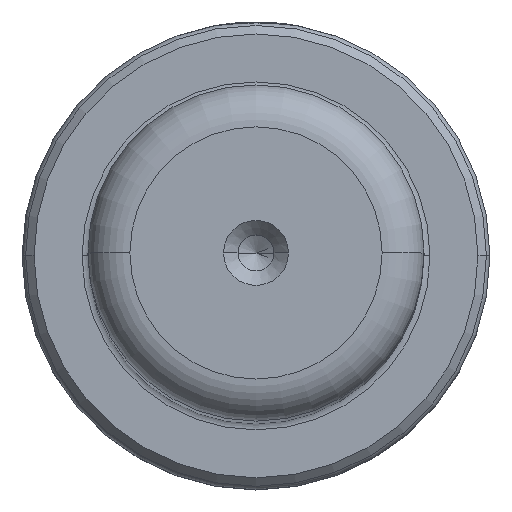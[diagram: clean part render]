
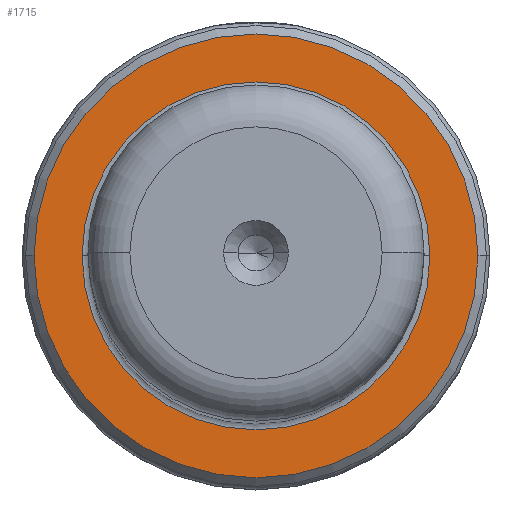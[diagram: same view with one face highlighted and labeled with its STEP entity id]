
A CAD part, top view. The second image highlights one B-rep face of the part: STEP entity #1715.
In plain terms, the highlighted planar face has unit normal (0, 0, 1).
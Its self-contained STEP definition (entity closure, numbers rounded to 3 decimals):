
#15 = DIRECTION ( 'NONE',  ( 0., 0., 1. ) ) ;
#70 = DIRECTION ( 'NONE',  ( -1., 0., 0. ) ) ;
#281 = PLANE ( 'NONE',  #2049 ) ;
#317 = DIRECTION ( 'NONE',  ( 0., 0., 1. ) ) ;
#409 = CARTESIAN_POINT ( 'NONE',  ( 0., 0., 30. ) ) ;
#519 = ORIENTED_EDGE ( 'NONE', *, *, #3423, .T. ) ;
#547 = VERTEX_POINT ( 'NONE', #2866 ) ;
#617 = DIRECTION ( 'NONE',  ( 1., 0., 0. ) ) ;
#618 = AXIS2_PLACEMENT_3D ( 'NONE', #3369, #3385, #2038 ) ;
#696 = EDGE_CURVE ( 'NONE', #1847, #3043, #3073, .T. ) ;
#736 = CIRCLE ( 'NONE', #1619, 18.5 ) ;
#858 = CARTESIAN_POINT ( 'NONE',  ( 0., 0., 30. ) ) ;
#998 = DIRECTION ( 'NONE',  ( -1., 0., 0. ) ) ;
#1407 = AXIS2_PLACEMENT_3D ( 'NONE', #858, #2673, #70 ) ;
#1504 = EDGE_LOOP ( 'NONE', ( #2898, #519 ) ) ;
#1619 = AXIS2_PLACEMENT_3D ( 'NONE', #3244, #317, #1893 ) ;
#1691 = CIRCLE ( 'NONE', #618, 18.5 ) ;
#1715 = ADVANCED_FACE ( 'NONE', ( #2975, #3178 ), #281, .T. ) ;
#1847 = VERTEX_POINT ( 'NONE', #2018 ) ;
#1861 = CARTESIAN_POINT ( 'NONE',  ( 0., 0., 30. ) ) ;
#1887 = CIRCLE ( 'NONE', #1407, 14.5 ) ;
#1893 = DIRECTION ( 'NONE',  ( 1., 0., 0. ) ) ;
#1957 = AXIS2_PLACEMENT_3D ( 'NONE', #409, #3061, #998 ) ;
#2018 = CARTESIAN_POINT ( 'NONE',  ( -14.5, 0., 30. ) ) ;
#2035 = VERTEX_POINT ( 'NONE', #3174 ) ;
#2038 = DIRECTION ( 'NONE',  ( 1., 0., 0. ) ) ;
#2049 = AXIS2_PLACEMENT_3D ( 'NONE', #1861, #15, #617 ) ;
#2346 = ORIENTED_EDGE ( 'NONE', *, *, #3075, .T. ) ;
#2673 = DIRECTION ( 'NONE',  ( 0., 0., -1. ) ) ;
#2813 = EDGE_LOOP ( 'NONE', ( #3078, #2346 ) ) ;
#2866 = CARTESIAN_POINT ( 'NONE',  ( 18.5, 0., 30. ) ) ;
#2898 = ORIENTED_EDGE ( 'NONE', *, *, #3018, .T. ) ;
#2975 = FACE_BOUND ( 'NONE', #2813, .T. ) ;
#3018 = EDGE_CURVE ( 'NONE', #2035, #547, #736, .T. ) ;
#3043 = VERTEX_POINT ( 'NONE', #3262 ) ;
#3061 = DIRECTION ( 'NONE',  ( 0., 0., -1. ) ) ;
#3073 = CIRCLE ( 'NONE', #1957, 14.5 ) ;
#3075 = EDGE_CURVE ( 'NONE', #3043, #1847, #1887, .T. ) ;
#3078 = ORIENTED_EDGE ( 'NONE', *, *, #696, .T. ) ;
#3174 = CARTESIAN_POINT ( 'NONE',  ( -18.5, 0., 30. ) ) ;
#3178 = FACE_OUTER_BOUND ( 'NONE', #1504, .T. ) ;
#3244 = CARTESIAN_POINT ( 'NONE',  ( 0., 0., 30. ) ) ;
#3262 = CARTESIAN_POINT ( 'NONE',  ( 14.5, 0., 30. ) ) ;
#3369 = CARTESIAN_POINT ( 'NONE',  ( 0., 0., 30. ) ) ;
#3385 = DIRECTION ( 'NONE',  ( 0., 0., 1. ) ) ;
#3423 = EDGE_CURVE ( 'NONE', #547, #2035, #1691, .T. ) ;
